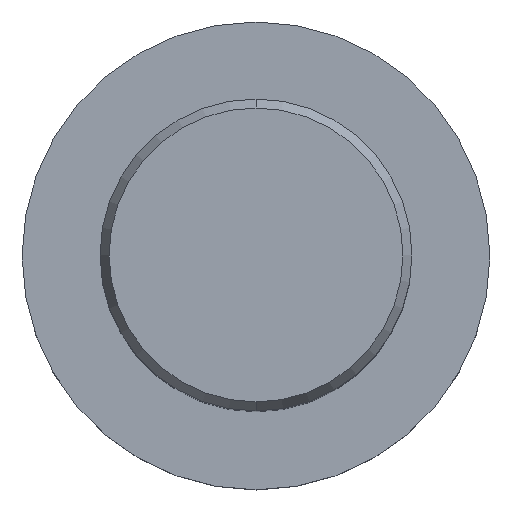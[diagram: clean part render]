
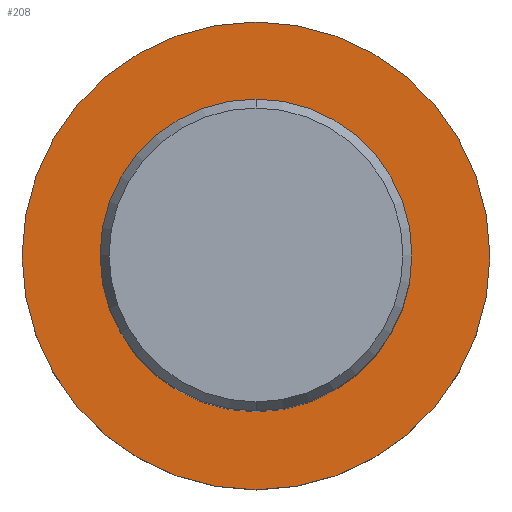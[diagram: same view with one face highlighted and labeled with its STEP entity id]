
A CAD part, top view. The second image highlights one B-rep face of the part: STEP entity #208.
In plain terms, the highlighted planar face has unit normal (0, 0, 1).
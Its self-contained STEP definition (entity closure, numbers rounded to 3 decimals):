
#208=ADVANCED_FACE('',(#573,#574),#575,.T.);
#256=VERTEX_POINT('',#625);
#264=EDGE_CURVE('',#436,#526,#635,.T.);
#284=VERTEX_POINT('',#657);
#338=EDGE_CURVE('',#526,#436,#718,.T.);
#412=EDGE_CURVE('',#256,#284,#796,.T.);
#436=VERTEX_POINT('',#823);
#526=VERTEX_POINT('',#924);
#538=EDGE_CURVE('',#284,#256,#936,.T.);
#573=FACE_BOUND('',#967,.T.);
#574=FACE_OUTER_BOUND('',#968,.T.);
#575=PLANE('',#969);
#625=CARTESIAN_POINT('',(0.0,30.0,-70.0));
#635=CIRCLE('',#1083,20.0);
#657=CARTESIAN_POINT('',(0.,-30.0,-70.0));
#718=CIRCLE('',#1306,20.0);
#796=CIRCLE('',#1406,30.0);
#823=CARTESIAN_POINT('',(0.,-20.0,-70.0));
#924=CARTESIAN_POINT('',(0.0,20.0,-70.0));
#936=CIRCLE('',#1712,30.0);
#967=EDGE_LOOP('',(#1736,#1737));
#968=EDGE_LOOP('',(#1738,#1739));
#969=AXIS2_PLACEMENT_3D('',#1740,#1741,#1742);
#1083=AXIS2_PLACEMENT_3D('',#1792,#1793,#1794);
#1306=AXIS2_PLACEMENT_3D('',#1917,#1918,#1919);
#1406=AXIS2_PLACEMENT_3D('',#1991,#1992,#1993);
#1712=AXIS2_PLACEMENT_3D('',#2160,#2161,#2162);
#1736=ORIENTED_EDGE('',*,*,#338,.T.);
#1737=ORIENTED_EDGE('',*,*,#264,.T.);
#1738=ORIENTED_EDGE('',*,*,#412,.F.);
#1739=ORIENTED_EDGE('',*,*,#538,.F.);
#1740=CARTESIAN_POINT('',(0.0,15.0,-70.0));
#1741=DIRECTION('',(-0.0,0.0,1.0));
#1742=DIRECTION('',(0.0,-1.0,0.0));
#1792=CARTESIAN_POINT('',(0.0,0.0,-70.0));
#1793=DIRECTION('',(-0.0,0.0,-1.0));
#1794=DIRECTION('',(0.0,1.0,0.0));
#1917=CARTESIAN_POINT('',(0.0,0.0,-70.0));
#1918=DIRECTION('',(-0.0,0.0,-1.0));
#1919=DIRECTION('',(0.0,1.0,0.0));
#1991=CARTESIAN_POINT('',(0.0,0.0,-70.0));
#1992=DIRECTION('',(0.0,0.0,-1.0));
#1993=DIRECTION('',(0.0,1.0,0.0));
#2160=CARTESIAN_POINT('',(0.0,0.0,-70.0));
#2161=DIRECTION('',(0.0,0.0,-1.0));
#2162=DIRECTION('',(0.0,1.0,0.0));
